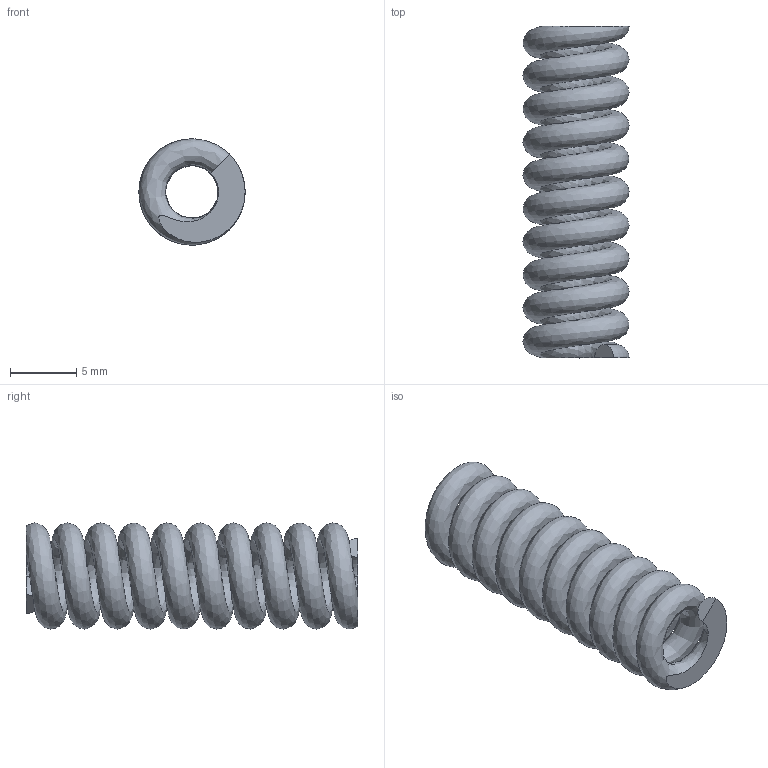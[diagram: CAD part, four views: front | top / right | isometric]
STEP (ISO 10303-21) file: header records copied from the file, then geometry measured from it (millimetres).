
FILE_DESCRIPTION(/* description */ ('','CAx-IF Rec.Pracs.---Representation and Presentation of Product Manufacturing Information (PMI)---4.0---2014-10-13'),/* implementation_level */ '2;1');
FILE_NAME(/* name */ 'BedSpring_20mm v1 v3.step',/* time_stamp */ '2025-03-17T20:25:27+11:00',/* author */ (''),/* organization */ (''),/* preprocessor_version */ 'ST-DEVELOPER v20',/* originating_system */ 'Autodesk Translation Framework v13.20.0.188',/* authorisation */ '');
FILE_SCHEMA (('AP242_MANAGED_MODEL_BASED_3D_ENGINEERING_MIM_LF { 1 0 10303 442 1 1 4 }'));
Length unit declared in the file: millimetre
Products named in the file (1): BedSpring_20mm v1
Bounding box: 8 x 25 x 8 mm (x, y, z)
Volume: 589.3 mm3; surface area: 1210.1 mm2
Topology: 1 solids, 1 shells, 7 faces, 13 edges, 8 vertices
Faces by surface type: plane 4, torus 2, bspline 1
Entity records: 1702 total; most frequent: CARTESIAN_POINT 1528, DIRECTION 32, ORIENTED_EDGE 26, AXIS2_PLACEMENT_3D 15, EDGE_CURVE 13, CIRCLE 8, VERTEX_POINT 8, FACE_OUTER_BOUND 7
